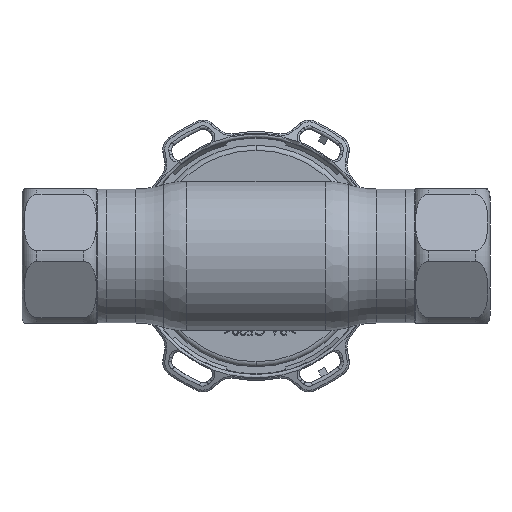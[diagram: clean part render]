
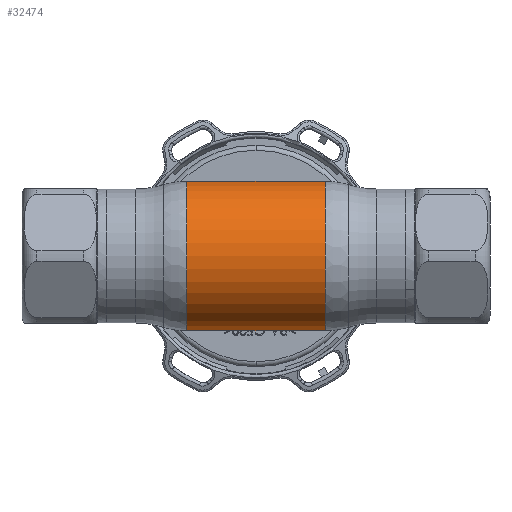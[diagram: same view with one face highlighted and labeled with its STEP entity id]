
A CAD part, front view. The second image highlights one B-rep face of the part: STEP entity #32474.
In plain terms, the highlighted cylindrical face has radius 15 mm (diameter 30 mm), a partial arc.
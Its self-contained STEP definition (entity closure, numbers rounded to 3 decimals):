
#149 = VECTOR ( 'NONE', #18332, 1000. ) ;
#1135 = DIRECTION ( 'NONE',  ( 0., 0., 1. ) ) ;
#2159 = CARTESIAN_POINT ( 'NONE',  ( 13.909, 0., -15. ) ) ;
#2640 = CIRCLE ( 'NONE', #21123, 15. ) ;
#3512 = ORIENTED_EDGE ( 'NONE', *, *, #16797, .T. ) ;
#3660 = CIRCLE ( 'NONE', #13189, 15. ) ;
#3953 = VERTEX_POINT ( 'NONE', #6157 ) ;
#5888 = AXIS2_PLACEMENT_3D ( 'NONE', #20163, #17731, #12680 ) ;
#6157 = CARTESIAN_POINT ( 'NONE',  ( -13.909, 0., 15. ) ) ;
#7995 = ORIENTED_EDGE ( 'NONE', *, *, #30775, .F. ) ;
#8423 = DIRECTION ( 'NONE',  ( -1., 0., 0. ) ) ;
#10481 = VECTOR ( 'NONE', #8423, 1000. ) ;
#10690 = VERTEX_POINT ( 'NONE', #20394 ) ;
#12680 = DIRECTION ( 'NONE',  ( 0., 0., 1. ) ) ;
#12861 = DIRECTION ( 'NONE',  ( -1., 0., 0. ) ) ;
#13189 = AXIS2_PLACEMENT_3D ( 'NONE', #18648, #12861, #1135 ) ;
#14028 = VERTEX_POINT ( 'NONE', #2159 ) ;
#14290 = CARTESIAN_POINT ( 'NONE',  ( 13.909, 0., 15. ) ) ;
#15344 = LINE ( 'NONE', #32921, #149 ) ;
#16797 = EDGE_CURVE ( 'NONE', #23407, #3953, #15344, .T. ) ;
#17731 = DIRECTION ( 'NONE',  ( -1., 0., 0. ) ) ;
#18332 = DIRECTION ( 'NONE',  ( -1., 0., 0. ) ) ;
#18447 = EDGE_LOOP ( 'NONE', ( #7995, #24363, #3512, #31131 ) ) ;
#18648 = CARTESIAN_POINT ( 'NONE',  ( -13.909, 0., 0. ) ) ;
#18850 = EDGE_CURVE ( 'NONE', #14028, #23407, #2640, .T. ) ;
#20163 = CARTESIAN_POINT ( 'NONE',  ( -62.69, 0., 0. ) ) ;
#20394 = CARTESIAN_POINT ( 'NONE',  ( -13.909, 0., -15. ) ) ;
#21123 = AXIS2_PLACEMENT_3D ( 'NONE', #27153, #27722, #33365 ) ;
#23407 = VERTEX_POINT ( 'NONE', #14290 ) ;
#24363 = ORIENTED_EDGE ( 'NONE', *, *, #18850, .T. ) ;
#25574 = CYLINDRICAL_SURFACE ( 'NONE', #5888, 15. ) ;
#27153 = CARTESIAN_POINT ( 'NONE',  ( 13.909, 0., 0. ) ) ;
#27722 = DIRECTION ( 'NONE',  ( -1., 0., 0. ) ) ;
#28236 = LINE ( 'NONE', #28425, #10481 ) ;
#28425 = CARTESIAN_POINT ( 'NONE',  ( -62.69, 0., -15. ) ) ;
#28944 = FACE_OUTER_BOUND ( 'NONE', #18447, .T. ) ;
#30775 = EDGE_CURVE ( 'NONE', #14028, #10690, #28236, .T. ) ;
#31131 = ORIENTED_EDGE ( 'NONE', *, *, #33215, .F. ) ;
#32474 = ADVANCED_FACE ( 'NONE', ( #28944 ), #25574, .T. ) ;
#32921 = CARTESIAN_POINT ( 'NONE',  ( -62.69, 0., 15. ) ) ;
#33215 = EDGE_CURVE ( 'NONE', #10690, #3953, #3660, .T. ) ;
#33365 = DIRECTION ( 'NONE',  ( 0., 0., 1. ) ) ;
